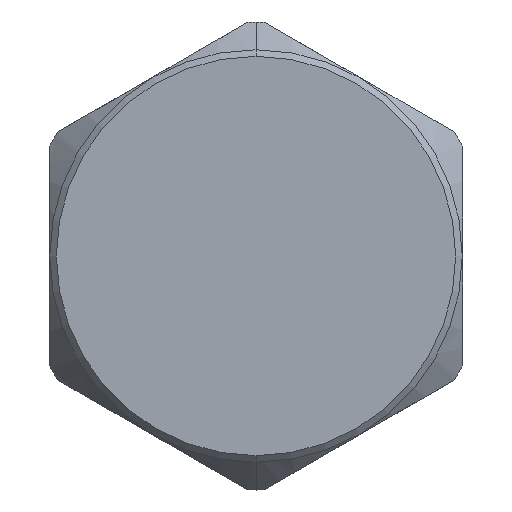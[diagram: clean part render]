
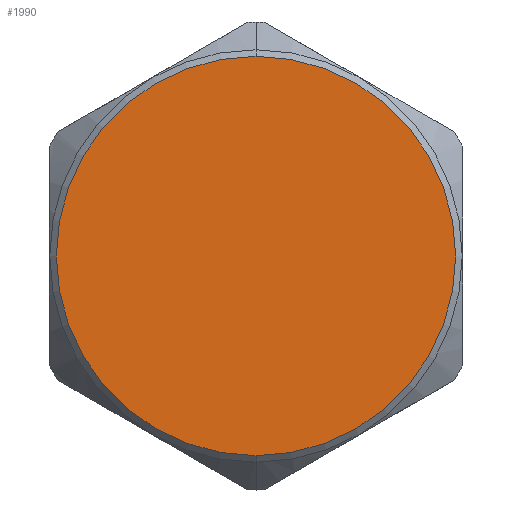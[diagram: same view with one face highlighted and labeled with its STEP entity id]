
A CAD part, front view. The second image highlights one B-rep face of the part: STEP entity #1990.
In plain terms, the highlighted planar face has unit normal (0, -1, 0).
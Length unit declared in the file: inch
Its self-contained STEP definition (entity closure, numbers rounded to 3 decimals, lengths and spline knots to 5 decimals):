
#103 = EDGE_CURVE ( 'NONE', #2535, #3680, #2934, .T. ) ;
#130 = DIRECTION ( 'NONE',  ( 0., 0., 1. ) ) ;
#173 = EDGE_CURVE ( 'NONE', #3680, #2535, #1580, .T. ) ;
#852 = PLANE ( 'NONE',  #3196 ) ;
#882 = FACE_OUTER_BOUND ( 'NONE', #1850, .T. ) ;
#994 = CARTESIAN_POINT ( 'NONE',  ( 0., 0.031, 0. ) ) ;
#1005 = AXIS2_PLACEMENT_3D ( 'NONE', #1869, #3362, #3663 ) ;
#1345 = AXIS2_PLACEMENT_3D ( 'NONE', #994, #3645, #130 ) ;
#1385 = ORIENTED_EDGE ( 'NONE', *, *, #173, .T. ) ;
#1405 = DIRECTION ( 'NONE',  ( 0., 0., 1. ) ) ;
#1455 = CARTESIAN_POINT ( 'NONE',  ( 0., 0.031, 0.151 ) ) ;
#1580 = CIRCLE ( 'NONE', #1345, 0.151 ) ;
#1850 = EDGE_LOOP ( 'NONE', ( #1385, #3003 ) ) ;
#1869 = CARTESIAN_POINT ( 'NONE',  ( 0., 0.031, 0. ) ) ;
#1990 = ADVANCED_FACE ( 'NONE', ( #882 ), #852, .F. ) ;
#2308 = CARTESIAN_POINT ( 'NONE',  ( 0., 0.031, -0.151 ) ) ;
#2535 = VERTEX_POINT ( 'NONE', #2308 ) ;
#2934 = CIRCLE ( 'NONE', #1005, 0.151 ) ;
#3003 = ORIENTED_EDGE ( 'NONE', *, *, #103, .T. ) ;
#3196 = AXIS2_PLACEMENT_3D ( 'NONE', #3463, #3753, #1405 ) ;
#3362 = DIRECTION ( 'NONE',  ( 0., -1., 0. ) ) ;
#3463 = CARTESIAN_POINT ( 'NONE',  ( 0., 0.031, 0. ) ) ;
#3645 = DIRECTION ( 'NONE',  ( 0., -1., 0. ) ) ;
#3663 = DIRECTION ( 'NONE',  ( 0., 0., 1. ) ) ;
#3680 = VERTEX_POINT ( 'NONE', #1455 ) ;
#3753 = DIRECTION ( 'NONE',  ( 0., 1., 0. ) ) ;
